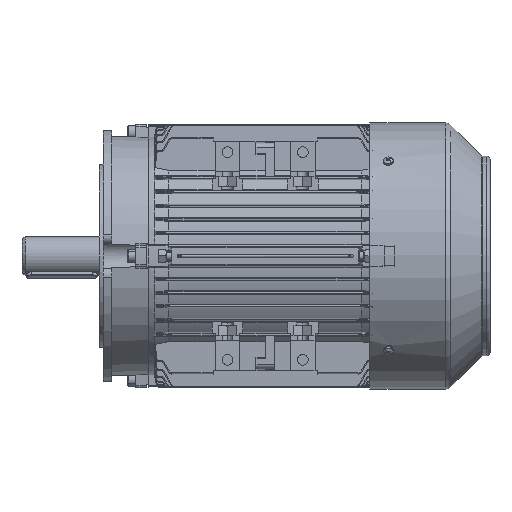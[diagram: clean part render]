
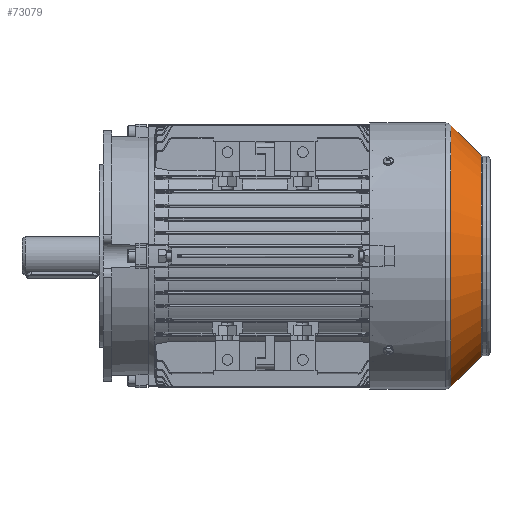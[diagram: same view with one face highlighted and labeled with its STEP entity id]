
A CAD part, front view. The second image highlights one B-rep face of the part: STEP entity #73079.
In plain terms, the highlighted conical face has half-angle 45 degrees and reference radius 98.586 mm.
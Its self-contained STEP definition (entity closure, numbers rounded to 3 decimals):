
#49559 = EDGE_CURVE ( 'NONE', #49737, #49734, #73780, .T. ) ;
#49674 = VERTEX_POINT ( 'NONE', #74095 ) ;
#49675 = VERTEX_POINT ( 'NONE', #74093 ) ;
#49734 = VERTEX_POINT ( 'NONE', #74133 ) ;
#49737 = VERTEX_POINT ( 'NONE', #74132 ) ;
#49742 = EDGE_CURVE ( 'NONE', #49737, #49675, #74327, .T. ) ;
#49748 = EDGE_CURVE ( 'NONE', #49734, #49674, #74317, .T. ) ;
#73079 = ADVANCED_FACE ( 'NONE', ( #150301 ), #150299, .T. ) ;
#73085 = EDGE_LOOP ( 'NONE', ( #73089, #73093, #73095, #73097 ) ) ;
#73089 = ORIENTED_EDGE ( 'NONE', *, *, #49742, .F. ) ;
#73093 = ORIENTED_EDGE ( 'NONE', *, *, #49559, .T. ) ;
#73095 = ORIENTED_EDGE ( 'NONE', *, *, #49748, .T. ) ;
#73097 = ORIENTED_EDGE ( 'NONE', *, *, #73098, .F. ) ;
#73098 = EDGE_CURVE ( 'NONE', #49675, #49674, #150369, .T. ) ;
#73770 = DIRECTION ( 'NONE',  ( 0., 0., 1. ) ) ;
#73773 = DIRECTION ( 'NONE',  ( -1., 0., 0. ) ) ;
#73776 = CARTESIAN_POINT ( 'NONE',  ( 109.414, 0., 0. ) ) ;
#73778 = AXIS2_PLACEMENT_3D ( 'NONE', #73776, #73773, #73770 ) ;
#73780 = CIRCLE ( 'NONE', #73778, 98.586 ) ;
#74093 = CARTESIAN_POINT ( 'NONE',  ( 79.593, 0., -128.407 ) ) ;
#74095 = CARTESIAN_POINT ( 'NONE',  ( 79.593, 0., 128.407 ) ) ;
#74132 = CARTESIAN_POINT ( 'NONE',  ( 109.414, 0., -98.586 ) ) ;
#74133 = CARTESIAN_POINT ( 'NONE',  ( 109.414, 0., 98.586 ) ) ;
#74309 = DIRECTION ( 'NONE',  ( -0.707, 0., 0.707 ) ) ;
#74312 = VECTOR ( 'NONE', #74309, 1000. ) ;
#74315 = CARTESIAN_POINT ( 'NONE',  ( 109.414, 0., 98.586 ) ) ;
#74317 = LINE ( 'NONE', #74315, #74312 ) ;
#74323 = DIRECTION ( 'NONE',  ( -0.707, 0., -0.707 ) ) ;
#74324 = VECTOR ( 'NONE', #74323, 1000. ) ;
#74326 = CARTESIAN_POINT ( 'NONE',  ( 109.414, 0., -98.586 ) ) ;
#74327 = LINE ( 'NONE', #74326, #74324 ) ;
#150274 = CARTESIAN_POINT ( 'NONE',  ( 79.593, 0., 0. ) ) ;
#150290 = DIRECTION ( 'NONE',  ( 0., 0., 1. ) ) ;
#150291 = DIRECTION ( 'NONE',  ( -1., 0., 0. ) ) ;
#150293 = CARTESIAN_POINT ( 'NONE',  ( 109.414, 0., 0. ) ) ;
#150295 = AXIS2_PLACEMENT_3D ( 'NONE', #150293, #150291, #150290 ) ;
#150299 = CONICAL_SURFACE ( 'NONE', #150295, 98.586, 0.785 ) ;
#150301 = FACE_OUTER_BOUND ( 'NONE', #73085, .T. ) ;
#150332 = DIRECTION ( 'NONE',  ( 0., 0., 1. ) ) ;
#150334 = DIRECTION ( 'NONE',  ( -1., 0., 0. ) ) ;
#150369 = CIRCLE ( 'NONE', #150374, 128.407 ) ;
#150374 = AXIS2_PLACEMENT_3D ( 'NONE', #150274, #150334, #150332 ) ;
